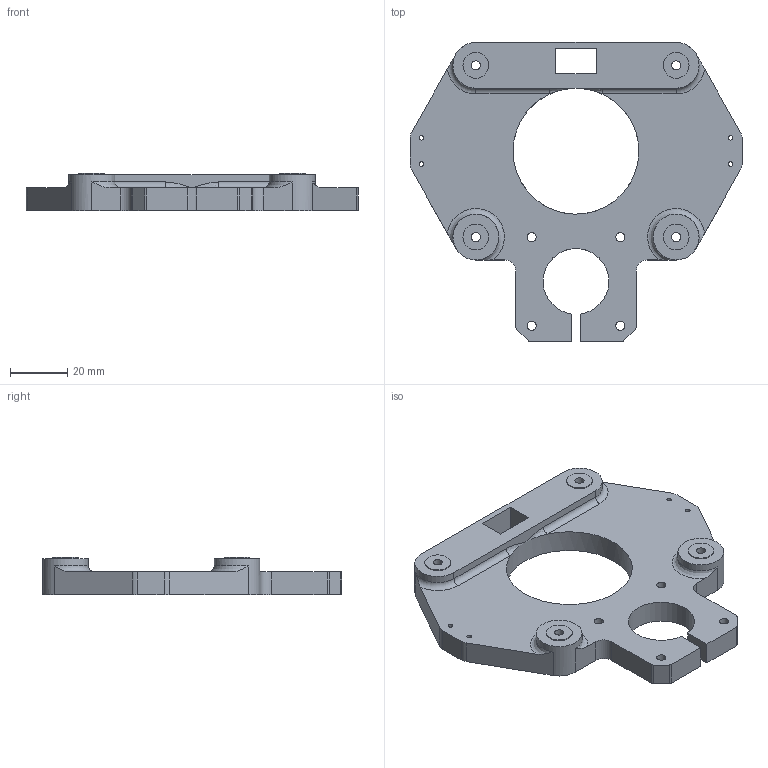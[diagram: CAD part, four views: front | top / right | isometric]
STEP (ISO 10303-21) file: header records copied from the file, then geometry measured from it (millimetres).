
FILE_DESCRIPTION(/* description */ (''),/* implementation_level */ '2;1');
FILE_NAME(/* name */ '2040 slider carriage bottom.stp',/* time_stamp */ '2020-09-01T18:53:50+01:00',/* author */ ('isaac879'),/* organization */ (''),/* preprocessor_version */ 'ST-DEVELOPER v18',/* originating_system */ 'Autodesk Inventor 2020',/* authorisation */ '');
FILE_SCHEMA (('AUTOMOTIVE_DESIGN { 1 0 10303 214 3 1 1 }'));
Length unit declared in the file: millimetre
Products named in the file (1): 2040 slider carriage bottom
Bounding box: 116 x 104.5 x 13 mm (x, y, z)
Volume: 60310.6 mm3; surface area: 21019.7 mm2
Topology: 1 solids, 1 shells, 84 faces, 236 edges, 157 vertices
Faces by surface type: plane 41, cylinder 37, torus 4, bspline 2
Full cylindrical faces by diameter (mm): 1.6 x4, 3.2 x8, 9 x4, 16 x2, 44 x1
Entity records: 2922 total; most frequent: CARTESIAN_POINT 586, DIRECTION 487, ORIENTED_EDGE 468, EDGE_CURVE 234, AXIS2_PLACEMENT_3D 178, VERTEX_POINT 157, LINE 131, VECTOR 131
